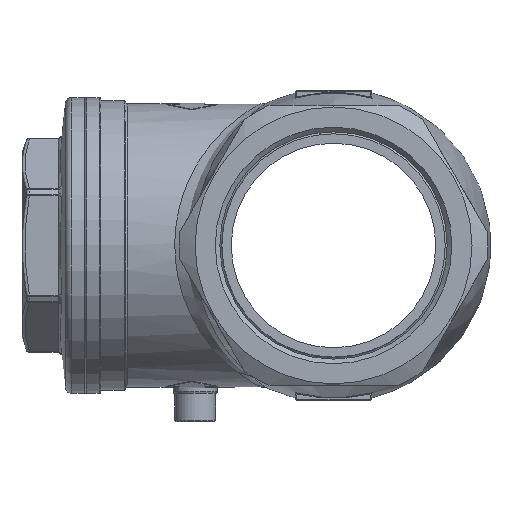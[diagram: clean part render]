
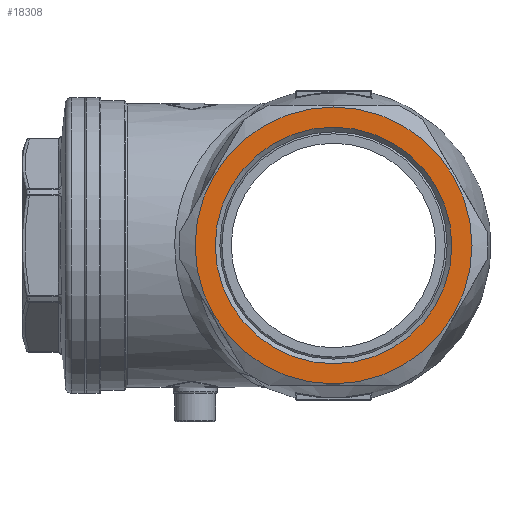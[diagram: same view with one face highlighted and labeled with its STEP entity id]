
A CAD part, left-side view. The second image highlights one B-rep face of the part: STEP entity #18308.
In plain terms, the highlighted planar face has unit normal (-1, 0, 0).
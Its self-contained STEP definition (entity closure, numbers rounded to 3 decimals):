
#31 = EDGE_CURVE ( 'NONE', #24937, #24937, #15243, .T. ) ;
#152 = ORIENTED_EDGE ( 'NONE', *, *, #18387, .T. ) ;
#153 = ORIENTED_EDGE ( 'NONE', *, *, #31, .F. ) ;
#1834 = AXIS2_PLACEMENT_3D ( 'NONE', #31935, #31936, #31937 ) ;
#2052 = AXIS2_PLACEMENT_3D ( 'NONE', #33055, #33056, #33057 ) ;
#2055 = CIRCLE ( 'NONE', #2052, 44. ) ;
#13837 = CARTESIAN_POINT ( 'NONE',  ( -90., 0., 0. ) ) ;
#13839 = DIRECTION ( 'NONE',  ( -1., 0., 0. ) ) ;
#13841 = DIRECTION ( 'NONE',  ( 0., 0., 1. ) ) ;
#15243 = CIRCLE ( 'NONE', #15245, 37.59 ) ;
#15245 = AXIS2_PLACEMENT_3D ( 'NONE', #13837, #13839, #13841 ) ;
#18308 = ADVANCED_FACE ( 'NONE', ( #31923, #31925 ), #31926, .F. ) ;
#18387 = EDGE_CURVE ( 'NONE', #24959, #24959, #2055, .T. ) ;
#24937 = VERTEX_POINT ( 'NONE', #24940 ) ;
#24940 = CARTESIAN_POINT ( 'NONE',  ( -90., 0., 37.59 ) ) ;
#24959 = VERTEX_POINT ( 'NONE', #24962 ) ;
#24962 = CARTESIAN_POINT ( 'NONE',  ( -90., 0., 44. ) ) ;
#30716 = EDGE_LOOP ( 'NONE', ( #153 ) ) ;
#30720 = EDGE_LOOP ( 'NONE', ( #152 ) ) ;
#31923 = FACE_OUTER_BOUND ( 'NONE', #30720, .T. ) ;
#31925 = FACE_BOUND ( 'NONE', #30716, .T. ) ;
#31926 = PLANE ( 'NONE',  #1834 ) ;
#31935 = CARTESIAN_POINT ( 'NONE',  ( -90., 0., -44. ) ) ;
#31936 = DIRECTION ( 'NONE',  ( 1., 0., 0. ) ) ;
#31937 = DIRECTION ( 'NONE',  ( 0., 0., 1. ) ) ;
#33055 = CARTESIAN_POINT ( 'NONE',  ( -90., 0., 0. ) ) ;
#33056 = DIRECTION ( 'NONE',  ( -1., 0., 0. ) ) ;
#33057 = DIRECTION ( 'NONE',  ( 0., 0., 1. ) ) ;
